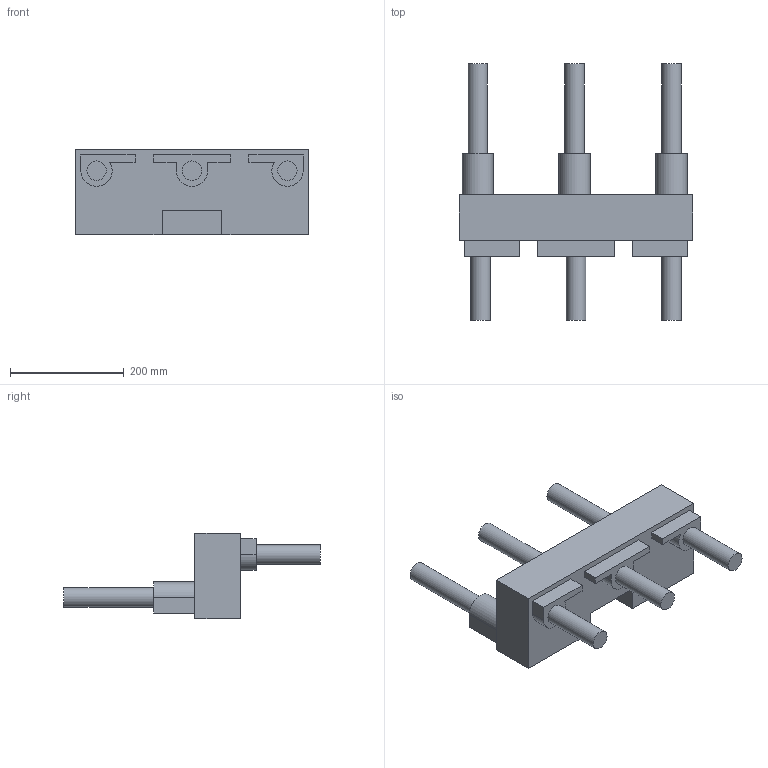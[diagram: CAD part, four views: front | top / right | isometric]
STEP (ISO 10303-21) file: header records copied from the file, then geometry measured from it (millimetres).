
FILE_DESCRIPTION((' '),'2;1');
FILE_NAME('KT7-45H-PNC43_3D.stp','2012-04-03T16:36:21',(' '),(' '),' ','ACIS',' ');
FILE_SCHEMA(('CONFIG_CONTROL_DESIGN'));
Length unit declared in the file: millimetre
Products named in the file (1): KT7-45H-PNC43_3D.stp
Bounding box: 410 x 450 x 150 mm (x, y, z)
Volume: 6273920.9 mm3; surface area: 371805 mm2
Topology: 1 solids, 1 shells, 58 faces, 132 edges, 88 vertices
Faces by surface type: plane 46, cylinder 12
Full cylindrical faces by diameter (mm): 34 x6
Entity records: 1697 total; most frequent: CARTESIAN_POINT 273, DIRECTION 268, ORIENTED_EDGE 252, EDGE_CURVE 126, VECTOR 102, LINE 102, VERTEX_POINT 88, AXIS2_PLACEMENT_3D 83
